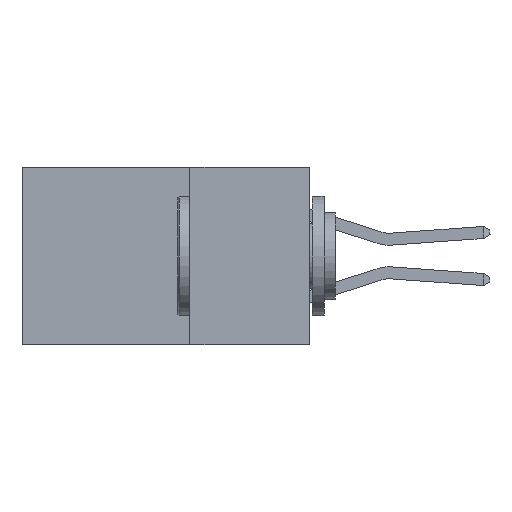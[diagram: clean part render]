
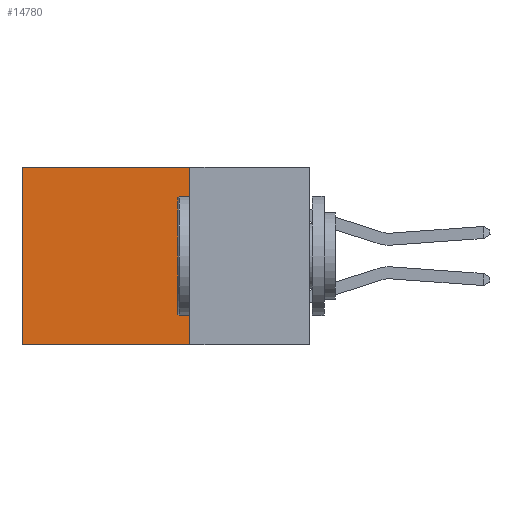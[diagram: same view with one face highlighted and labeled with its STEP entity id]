
A CAD part, left-side view. The second image highlights one B-rep face of the part: STEP entity #14780.
In plain terms, the highlighted planar face has unit normal (-1, 0, 0).
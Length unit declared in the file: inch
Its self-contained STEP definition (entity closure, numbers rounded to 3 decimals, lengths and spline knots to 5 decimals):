
#128 = ORIENTED_EDGE ( 'NONE', *, *, #7290, .F. ) ;
#587 = CARTESIAN_POINT ( 'NONE',  ( 0.2615, 0.25, -0.37 ) ) ;
#1511 = CARTESIAN_POINT ( 'NONE',  ( 0.2615, 0.25, -0.37 ) ) ;
#1659 = CARTESIAN_POINT ( 'NONE',  ( 0.2615, 0.6, -0.37 ) ) ;
#2055 = CARTESIAN_POINT ( 'NONE',  ( 0.2615, 0.25, -0.37 ) ) ;
#2339 = DIRECTION ( 'NONE',  ( 0., 0., -1. ) ) ;
#2563 = LINE ( 'NONE', #7368, #19136 ) ;
#3198 = CARTESIAN_POINT ( 'NONE',  ( 0.2615, 0.6, 0. ) ) ;
#3363 = VERTEX_POINT ( 'NONE', #1511 ) ;
#4066 = DIRECTION ( 'NONE',  ( 0., 0., -1. ) ) ;
#5251 = VECTOR ( 'NONE', #10776, 39.37008 ) ;
#5519 = LINE ( 'NONE', #2055, #19813 ) ;
#5811 = ORIENTED_EDGE ( 'NONE', *, *, #8970, .F. ) ;
#6302 = CARTESIAN_POINT ( 'NONE',  ( 0.2615, 0.25, 0. ) ) ;
#6315 = DIRECTION ( 'NONE',  ( 0., 0., -1. ) ) ;
#7290 = EDGE_CURVE ( 'NONE', #3363, #13764, #5519, .T. ) ;
#7368 = CARTESIAN_POINT ( 'NONE',  ( 0.2615, 0.6, -0.37 ) ) ;
#8592 = VERTEX_POINT ( 'NONE', #3198 ) ;
#8770 = ORIENTED_EDGE ( 'NONE', *, *, #15966, .T. ) ;
#8887 = DIRECTION ( 'NONE',  ( 0., 1., 0. ) ) ;
#8970 = EDGE_CURVE ( 'NONE', #13616, #3363, #21675, .T. ) ;
#8987 = DIRECTION ( 'NONE',  ( 1., 0., 0. ) ) ;
#10577 = AXIS2_PLACEMENT_3D ( 'NONE', #587, #8987, #4066 ) ;
#10776 = DIRECTION ( 'NONE',  ( 0., 1., 0. ) ) ;
#13616 = VERTEX_POINT ( 'NONE', #6302 ) ;
#13764 = VERTEX_POINT ( 'NONE', #1659 ) ;
#13860 = EDGE_CURVE ( 'NONE', #8592, #13764, #2563, .T. ) ;
#14358 = LINE ( 'NONE', #21197, #5251 ) ;
#14780 = ADVANCED_FACE ( 'NONE', ( #17588 ), #19172, .F. ) ;
#14809 = CARTESIAN_POINT ( 'NONE',  ( 0.2615, 0.25, -0.37 ) ) ;
#15659 = ORIENTED_EDGE ( 'NONE', *, *, #13860, .T. ) ;
#15966 = EDGE_CURVE ( 'NONE', #13616, #8592, #14358, .T. ) ;
#17588 = FACE_OUTER_BOUND ( 'NONE', #21925, .T. ) ;
#19136 = VECTOR ( 'NONE', #2339, 39.37008 ) ;
#19172 = PLANE ( 'NONE',  #10577 ) ;
#19813 = VECTOR ( 'NONE', #8887, 39.37008 ) ;
#20519 = VECTOR ( 'NONE', #6315, 39.37008 ) ;
#21197 = CARTESIAN_POINT ( 'NONE',  ( 0.2615, 0.25, 0. ) ) ;
#21675 = LINE ( 'NONE', #14809, #20519 ) ;
#21925 = EDGE_LOOP ( 'NONE', ( #15659, #128, #5811, #8770 ) ) ;
